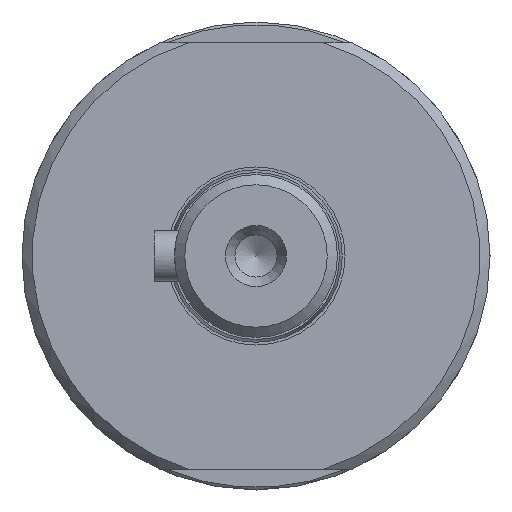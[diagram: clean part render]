
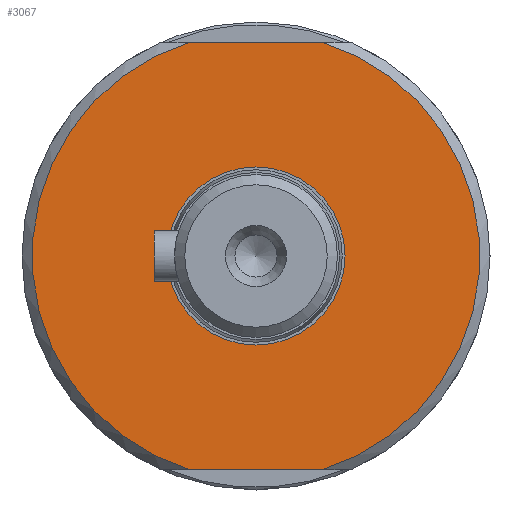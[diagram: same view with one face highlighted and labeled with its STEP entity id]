
A CAD part, left-side view. The second image highlights one B-rep face of the part: STEP entity #3067.
In plain terms, the highlighted planar face has unit normal (-1, 0, 0).
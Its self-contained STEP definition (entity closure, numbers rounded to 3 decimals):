
#101=FACE_BOUND('',#1043,.T.);
#193=PLANE('',#3353);
#424=LINE('',#5117,#670);
#425=LINE('',#5119,#671);
#670=VECTOR('',#4107,10.);
#671=VECTOR('',#4108,10.);
#864=FACE_OUTER_BOUND('',#1042,.T.);
#1042=EDGE_LOOP('',(#2625,#2626,#2627,#2628));
#1043=EDGE_LOOP('',(#2629,#2630));
#1179=CIRCLE('',#3347,8.75);
#1180=CIRCLE('',#3348,8.75);
#1183=CIRCLE('',#3352,22.);
#1184=CIRCLE('',#3354,22.);
#1448=VERTEX_POINT('',#5096);
#1449=VERTEX_POINT('',#5098);
#1450=VERTEX_POINT('',#5103);
#1453=VERTEX_POINT('',#5110);
#1454=VERTEX_POINT('',#5116);
#1455=VERTEX_POINT('',#5118);
#1848=EDGE_CURVE('',#1449,#1448,#1179,.T.);
#1849=EDGE_CURVE('',#1448,#1449,#1180,.T.);
#1854=EDGE_CURVE('',#1453,#1450,#1183,.T.);
#1855=EDGE_CURVE('',#1454,#1450,#424,.T.);
#1856=EDGE_CURVE('',#1453,#1455,#425,.T.);
#1857=EDGE_CURVE('',#1454,#1455,#1184,.T.);
#2625=ORIENTED_EDGE('',*,*,#1855,.T.);
#2626=ORIENTED_EDGE('',*,*,#1854,.F.);
#2627=ORIENTED_EDGE('',*,*,#1856,.T.);
#2628=ORIENTED_EDGE('',*,*,#1857,.F.);
#2629=ORIENTED_EDGE('',*,*,#1848,.T.);
#2630=ORIENTED_EDGE('',*,*,#1849,.T.);
#3067=ADVANCED_FACE('',(#864,#101),#193,.T.);
#3347=AXIS2_PLACEMENT_3D('',#5099,#4093,#4094);
#3348=AXIS2_PLACEMENT_3D('',#5100,#4095,#4096);
#3352=AXIS2_PLACEMENT_3D('',#5114,#4103,#4104);
#3353=AXIS2_PLACEMENT_3D('',#5115,#4105,#4106);
#3354=AXIS2_PLACEMENT_3D('',#5120,#4109,#4110);
#4093=DIRECTION('center_axis',(1.,0.,0.));
#4094=DIRECTION('ref_axis',(0.,-1.,0.));
#4095=DIRECTION('center_axis',(1.,0.,0.));
#4096=DIRECTION('ref_axis',(0.,-1.,0.));
#4103=DIRECTION('center_axis',(1.,0.,0.));
#4104=DIRECTION('ref_axis',(0.,-1.,0.));
#4105=DIRECTION('center_axis',(-1.,0.,0.));
#4106=DIRECTION('ref_axis',(0.,0.,
-1.));
#4107=DIRECTION('',(0.,1.,0.));
#4108=DIRECTION('',(0.,-1.,0.));
#4109=DIRECTION('center_axis',(1.,0.,0.));
#4110=DIRECTION('ref_axis',(0.,-1.,0.));
#5096=CARTESIAN_POINT('',(-140.5,8.75,0.));
#5098=CARTESIAN_POINT('',(-140.5,-8.75,0.));
#5099=CARTESIAN_POINT('Origin',(-140.5,0.,0.));
#5100=CARTESIAN_POINT('Origin',(-140.5,0.,0.));
#5103=CARTESIAN_POINT('',(-140.5,6.557,21.));
#5110=CARTESIAN_POINT('',(-140.5,6.557,-21.));
#5114=CARTESIAN_POINT('Origin',(-140.5,0.,0.));
#5115=CARTESIAN_POINT('Origin',(-140.5,-15.375,0.));
#5116=CARTESIAN_POINT('',(-140.5,-6.557,21.));
#5117=CARTESIAN_POINT('',(-140.5,0.91,21.));
#5118=CARTESIAN_POINT('',(-140.5,-6.557,-21.));
#5119=CARTESIAN_POINT('',(-140.5,-15.688,-21.));
#5120=CARTESIAN_POINT('Origin',(-140.5,0.,0.));
